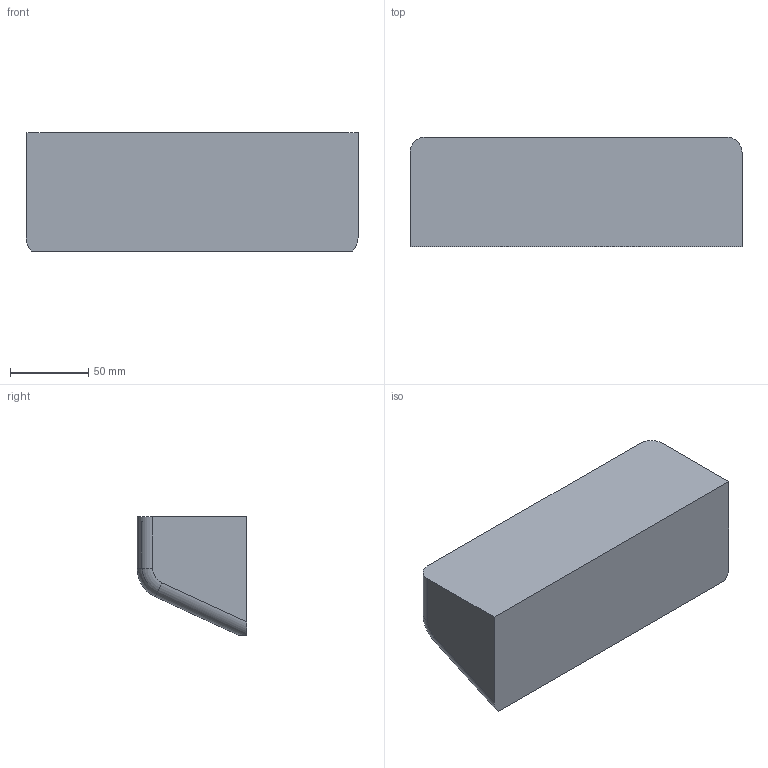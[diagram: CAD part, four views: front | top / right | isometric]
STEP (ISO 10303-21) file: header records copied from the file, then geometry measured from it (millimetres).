
FILE_DESCRIPTION (( 'STEP AP214' ), '1' );
FILE_NAME ('part_DashboardHousing.STEP', '2019-06-05T03:42:25', ( 'Windows User' ), ( '' ), 'SwSTEP 2.0', 'SolidWorks 2019', '' );
FILE_SCHEMA (( 'AUTOMOTIVE_DESIGN' ));
Length unit declared in the file: millimetre
Products named in the file (1): part_DashboardHousing
Bounding box: 212.57 x 70.26 x 75.85 mm (x, y, z)
Volume: 174108.1 mm3; surface area: 111458.6 mm2
Topology: 1 solids, 1 shells, 125 faces, 295 edges, 182 vertices
Faces by surface type: cylinder 54, torus 34, plane 33, bspline 4
Entity records: 3895 total; most frequent: CARTESIAN_POINT 863, DIRECTION 703, ORIENTED_EDGE 590, AXIS2_PLACEMENT_3D 302, EDGE_CURVE 295, VERTEX_POINT 182, CIRCLE 180, EDGE_LOOP 143
